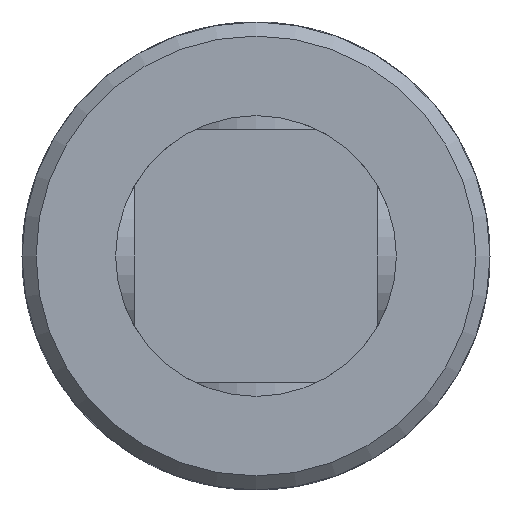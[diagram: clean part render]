
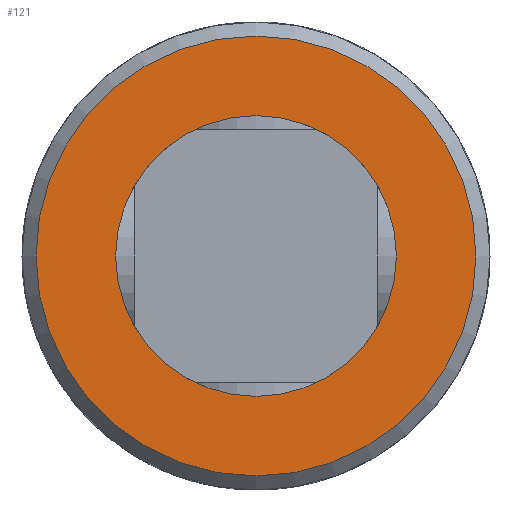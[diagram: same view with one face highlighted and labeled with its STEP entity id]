
A CAD part, left-side view. The second image highlights one B-rep face of the part: STEP entity #121.
In plain terms, the highlighted planar face has unit normal (-1, 0, 0).
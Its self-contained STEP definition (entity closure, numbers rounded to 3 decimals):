
#121 = ADVANCED_FACE( '', ( #242, #243 ), #244, .F. );
#242 = FACE_OUTER_BOUND( '', #392, .T. );
#243 = FACE_BOUND( '', #393, .T. );
#244 = PLANE( '', #394 );
#392 = EDGE_LOOP( '', ( #544 ) );
#393 = EDGE_LOOP( '', ( #545 ) );
#394 = AXIS2_PLACEMENT_3D( '', #546, #547, #548 );
#544 = ORIENTED_EDGE( '', *, *, #817, .F. );
#545 = ORIENTED_EDGE( '', *, *, #818, .T. );
#546 = CARTESIAN_POINT( '', ( 0., 0., 0. ) );
#547 = DIRECTION( '', ( 1., 0., 0. ) );
#548 = DIRECTION( '', ( 0., 0., -1. ) );
#817 = EDGE_CURVE( '', #934, #934, #935, .T. );
#818 = EDGE_CURVE( '', #936, #936, #937, .T. );
#934 = VERTEX_POINT( '', #1268 );
#935 = CIRCLE( '', #1269, 23.5 );
#936 = VERTEX_POINT( '', #1270 );
#937 = CIRCLE( '', #1271, 15. );
#1268 = CARTESIAN_POINT( '', ( 0., 0., -23.5 ) );
#1269 = AXIS2_PLACEMENT_3D( '', #1713, #1714, #1715 );
#1270 = CARTESIAN_POINT( '', ( 0., 0., -15. ) );
#1271 = AXIS2_PLACEMENT_3D( '', #1716, #1717, #1718 );
#1713 = CARTESIAN_POINT( '', ( 0., 0., 0. ) );
#1714 = DIRECTION( '', ( 1., 0., 0. ) );
#1715 = DIRECTION( '', ( 0., 0., -1. ) );
#1716 = CARTESIAN_POINT( '', ( 0., 0., 0. ) );
#1717 = DIRECTION( '', ( 1., 0., 0. ) );
#1718 = DIRECTION( '', ( 0., 0., -1. ) );
